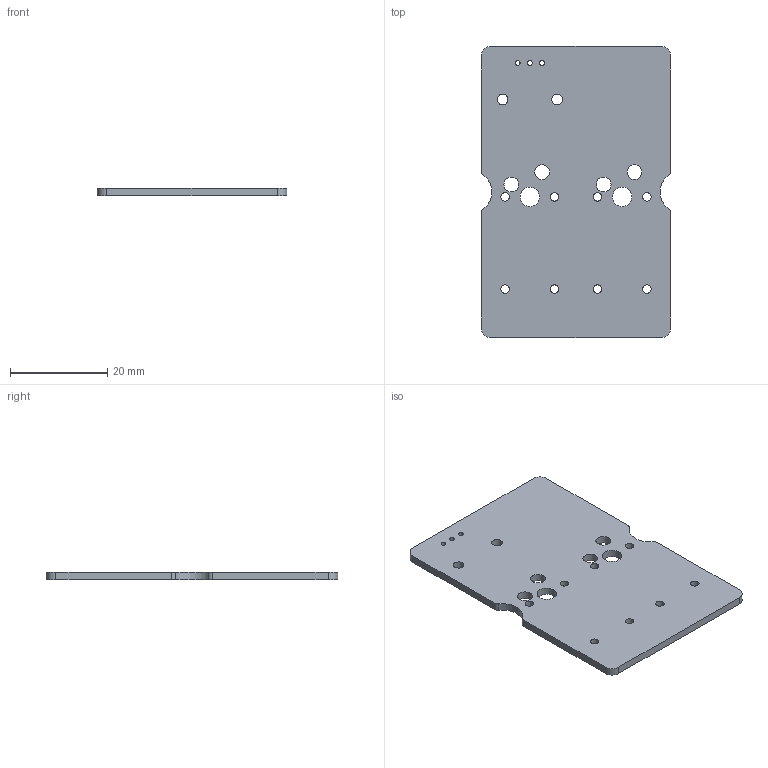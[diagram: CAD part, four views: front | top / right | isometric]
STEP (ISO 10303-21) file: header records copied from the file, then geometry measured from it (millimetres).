
FILE_DESCRIPTION(('KiCad electronic assembly'),'2;1');
FILE_NAME('Tang.step','2023-03-05T03:49:54',('Pcbnew'),('Kicad'), 'Open CASCADE STEP processor 7.6','KiCad to STEP converter','Unknown' );
FILE_SCHEMA(('AUTOMOTIVE_DESIGN { 1 0 10303 214 1 1 1 1 }'));
Length unit declared in the file: millimetre
Products named in the file (2): Tang 1; Tang PCB
Assembly tree (1 placements, depth 2):
  Tang 1
    Tang PCB
Bounding box: 39 x 60 x 1.6 mm (x, y, z)
Volume: 3567.5 mm3; surface area: 4984.4 mm2
Topology: 1 solids, 1 shells, 37 faces, 105 edges, 70 vertices
Faces by surface type: cylinder 29, plane 8
Full cylindrical faces by diameter (mm): 1 x3, 1.75 x8, 2.2 x2, 3.05 x4, 4 x2
Entity records: 2725 total; most frequent: DIRECTION 451, CARTESIAN_POINT 424, ORIENTED_EDGE 210, PCURVE 210, DEFINITIONAL_REPRESENTATION 210, LINE 199, VECTOR 199, CIRCLE 116
